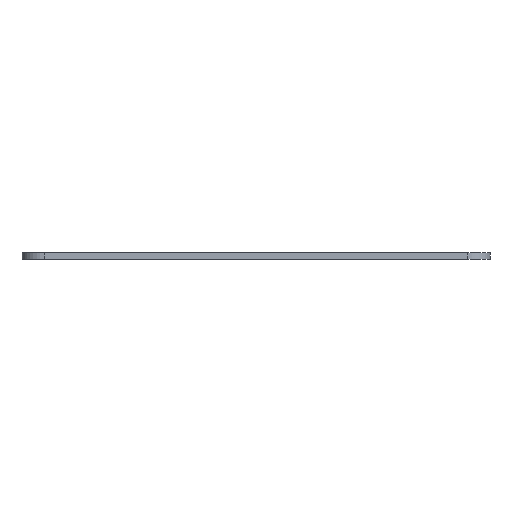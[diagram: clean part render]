
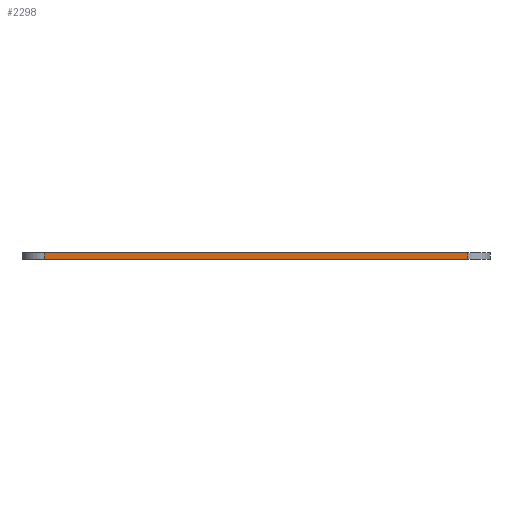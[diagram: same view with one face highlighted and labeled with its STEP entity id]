
A CAD part, left-side view. The second image highlights one B-rep face of the part: STEP entity #2298.
In plain terms, the highlighted planar face has unit normal (-1, 0, 0).
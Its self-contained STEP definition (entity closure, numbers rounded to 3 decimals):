
#49=PLANE('',#2432);
#112=FACE_OUTER_BOUND('',#230,.T.);
#230=EDGE_LOOP('',(#1549,#1550,#1551,#1552));
#382=LINE('',#3366,#618);
#383=LINE('',#3369,#619);
#384=LINE('',#3371,#620);
#385=LINE('',#3372,#621);
#618=VECTOR('',#2668,10.);
#619=VECTOR('',#2671,10.);
#620=VECTOR('',#2672,10.);
#621=VECTOR('',#2673,10.);
#965=VERTEX_POINT('',#3359);
#968=VERTEX_POINT('',#3364);
#969=VERTEX_POINT('',#3368);
#970=VERTEX_POINT('',#3370);
#1200=EDGE_CURVE('',#968,#965,#382,.T.);
#1201=EDGE_CURVE('',#969,#968,#383,.T.);
#1202=EDGE_CURVE('',#970,#969,#384,.T.);
#1203=EDGE_CURVE('',#965,#970,#385,.T.);
#1549=ORIENTED_EDGE('',*,*,#1200,.F.);
#1550=ORIENTED_EDGE('',*,*,#1201,.F.);
#1551=ORIENTED_EDGE('',*,*,#1202,.F.);
#1552=ORIENTED_EDGE('',*,*,#1203,.F.);
#2298=ADVANCED_FACE('',(#112),#49,.T.);
#2432=AXIS2_PLACEMENT_3D('',#3367,#2669,#2670);
#2668=DIRECTION('',(0.,0.,1.));
#2669=DIRECTION('center_axis',(-1.,0.,0.));
#2670=DIRECTION('ref_axis',(0.,-1.,0.));
#2671=DIRECTION('',(0.,1.,0.));
#2672=DIRECTION('',(0.,0.,-1.));
#2673=DIRECTION('',(0.,-1.,0.));
#3359=CARTESIAN_POINT('',(-14.945,10.96,1.5));
#3364=CARTESIAN_POINT('',(-14.945,10.96,0.));
#3366=CARTESIAN_POINT('',(-14.945,10.96,0.));
#3367=CARTESIAN_POINT('Origin',(-14.945,15.96,0.));
#3368=CARTESIAN_POINT('',(-14.945,-83.82,0.));
#3369=CARTESIAN_POINT('',(-14.945,-88.82,0.));
#3370=CARTESIAN_POINT('',(-14.945,-83.82,1.5));
#3371=CARTESIAN_POINT('',(-14.945,-83.82,0.));
#3372=CARTESIAN_POINT('',(-14.945,-88.82,1.5));
